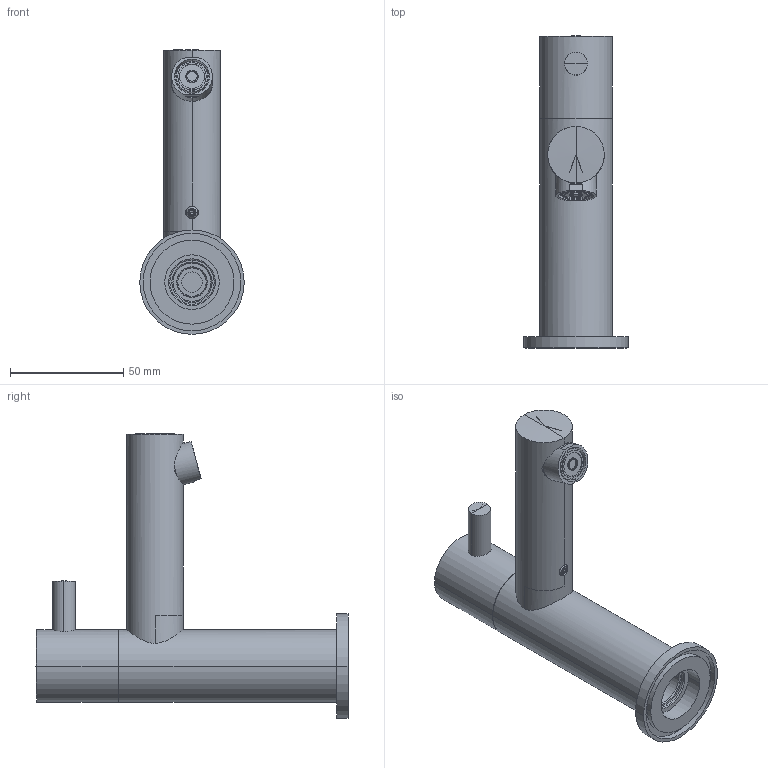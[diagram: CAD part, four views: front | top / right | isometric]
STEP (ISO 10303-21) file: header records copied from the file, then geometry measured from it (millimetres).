
FILE_DESCRIPTION((''),'2;1');
FILE_NAME('MI090CR','2021-11-09T13:27:21',('ut3'),('PAFFONI SpA'),'CREO PARAMETRIC BY PTC INC, 2020044','CREO PARAMETRIC BY PTC INC, 2020044','');
FILE_SCHEMA(('CONFIG_CONTROL_DESIGN','SHAPE_APPEARANCE_LAYERS_GROUPS'));
Length unit declared in the file: millimetre
Products named in the file (1): MI090CR
Bounding box: 46 x 137.48 x 125.42 mm (x, y, z)
Volume: 136377.8 mm3; surface area: 35760.2 mm2
Topology: 1 solids, 1 shells, 194 faces, 450 edges, 286 vertices
Faces by surface type: cylinder 78, plane 76, cone 34, torus 4, bspline 2
Entity records: 7511 total; most frequent: CARTESIAN_POINT 1799, DIRECTION 1000, ORIENTED_EDGE 884, EDGE_CURVE 442, AXIS2_PLACEMENT_3D 405, VERTEX_POINT 286, EDGE_LOOP 230, CIRCLE 213
